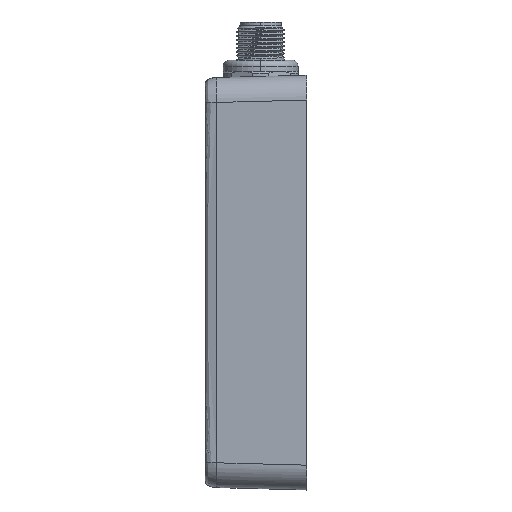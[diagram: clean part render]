
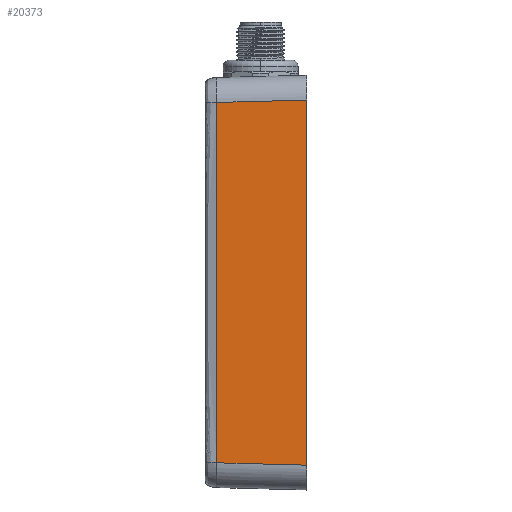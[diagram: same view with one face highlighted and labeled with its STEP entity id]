
A CAD part, left-side view. The second image highlights one B-rep face of the part: STEP entity #20373.
In plain terms, the highlighted planar face has unit normal (-1, 0.026, 0).
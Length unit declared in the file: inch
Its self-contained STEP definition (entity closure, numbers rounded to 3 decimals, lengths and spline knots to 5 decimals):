
#1189=CARTESIAN_POINT('',(-3.54528,0.,-1.82115));
#1203=DIRECTION('',(0.,0.,-1.));
#1204=VECTOR('',#1203,3.6423);
#1205=CARTESIAN_POINT('',(-3.54528,0.,1.82115));
#1206=LINE('',#1205,#1204);
#1219=CARTESIAN_POINT('',(-3.54528,0.,1.82115));
#1865=CARTESIAN_POINT('',(-3.52177,0.89773,
1.79764));
#1897=DIRECTION('',(0.,0.,1.));
#1898=VECTOR('',#1897,3.59528);
#1899=CARTESIAN_POINT('',(-3.52177,0.89773,
-1.79764));
#1900=LINE('',#1899,#1898);
#1901=DIRECTION('',(-0.026,-0.999,0.026));
#1902=VECTOR('',#1901,0.89835);
#1903=CARTESIAN_POINT('',(-3.52177,0.89773,
1.79764));
#1904=LINE('',#1903,#1902);
#1905=DIRECTION('',(-0.026,-0.999,-0.026));
#1906=VECTOR('',#1905,0.89835);
#1907=CARTESIAN_POINT('',(-3.52177,0.89773,
-1.79764));
#1908=LINE('',#1907,#1906);
#17810=VERTEX_POINT('',#1219);
#17811=VERTEX_POINT('',#1189);
#17834=VERTEX_POINT('',#1865);
#17837=CARTESIAN_POINT('',(-3.52177,0.89773,
-1.79764));
#17838=VERTEX_POINT('',#17837);
#20361=CARTESIAN_POINT('',(-3.54528,0.,-2.21683));
#20362=DIRECTION('',(-1.,0.026,0.));
#20363=DIRECTION('',(0.,0.,-1.));
#20364=AXIS2_PLACEMENT_3D('',#20361,#20362,#20363);
#20365=PLANE('',#20364);
#20366=ORIENTED_EDGE('',*,*,#20303,.T.);
#20367=ORIENTED_EDGE('',*,*,#20356,.T.);
#20368=ORIENTED_EDGE('',*,*,#19712,.T.);
#20370=ORIENTED_EDGE('',*,*,#20369,.F.);
#20371=EDGE_LOOP('',(#20366,#20367,#20368,#20370));
#20372=FACE_OUTER_BOUND('',#20371,.F.);
#20373=ADVANCED_FACE('',(#20372),#20365,.T.);
#19712=EDGE_CURVE('',#17810,#17811,#1206,.T.);
#20303=EDGE_CURVE('',#17838,#17834,#1900,.T.);
#20356=EDGE_CURVE('',#17834,#17810,#1904,.T.);
#20369=EDGE_CURVE('',#17838,#17811,#1908,.T.);
